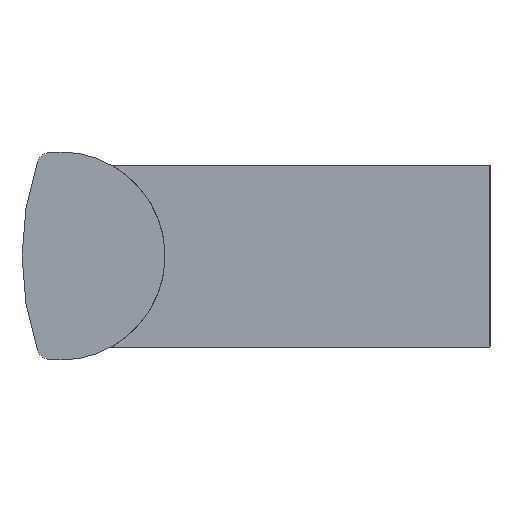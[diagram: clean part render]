
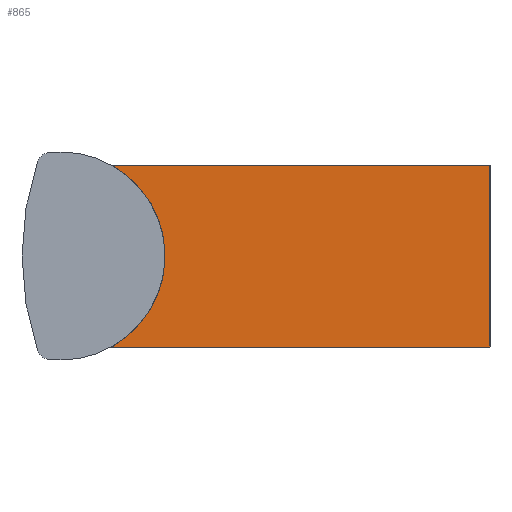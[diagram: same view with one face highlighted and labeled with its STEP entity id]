
A CAD part, left-side view. The second image highlights one B-rep face of the part: STEP entity #865.
In plain terms, the highlighted planar face has unit normal (-1, 0, 0).
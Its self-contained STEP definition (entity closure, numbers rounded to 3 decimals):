
#32 = ORIENTED_EDGE ( 'NONE', *, *, #87, .F. ) ;
#77 = CARTESIAN_POINT ( 'NONE',  ( -198., 36.002, -7. ) ) ;
#86 = CARTESIAN_POINT ( 'NONE',  ( -198., 36.002, 7. ) ) ;
#87 = EDGE_CURVE ( 'NONE', #724, #765, #716, .T. ) ;
#113 = DIRECTION ( 'NONE',  ( 0., -1., 0. ) ) ;
#145 = VECTOR ( 'NONE', #113, 1000. ) ;
#170 = VECTOR ( 'NONE', #712, 1000. ) ;
#204 = DIRECTION ( 'NONE',  ( -1., 0., 0. ) ) ;
#208 = EDGE_CURVE ( 'NONE', #231, #724, #493, .T. ) ;
#216 = ORIENTED_EDGE ( 'NONE', *, *, #379, .T. ) ;
#231 = VERTEX_POINT ( 'NONE', #684 ) ;
#254 = CARTESIAN_POINT ( 'NONE',  ( -198., 36.002, -7. ) ) ;
#267 = AXIS2_PLACEMENT_3D ( 'NONE', #77, #544, #342 ) ;
#301 = EDGE_LOOP ( 'NONE', ( #504, #216, #513, #32 ) ) ;
#342 = DIRECTION ( 'NONE',  ( 0., 0., -1. ) ) ;
#377 = AXIS2_PLACEMENT_3D ( 'NONE', #617, #204, #489 ) ;
#379 = EDGE_CURVE ( 'NONE', #231, #708, #443, .T. ) ;
#388 = LINE ( 'NONE', #392, #783 ) ;
#392 = CARTESIAN_POINT ( 'NONE',  ( -198., 0., -7. ) ) ;
#422 = CARTESIAN_POINT ( 'NONE',  ( -198., 0., -7. ) ) ;
#443 = LINE ( 'NONE', #254, #145 ) ;
#464 = PLANE ( 'NONE',  #267 ) ;
#489 = DIRECTION ( 'NONE',  ( 0., 0., -1. ) ) ;
#493 = CIRCLE ( 'NONE', #377, 8. ) ;
#504 = ORIENTED_EDGE ( 'NONE', *, *, #208, .F. ) ;
#513 = ORIENTED_EDGE ( 'NONE', *, *, #798, .T. ) ;
#544 = DIRECTION ( 'NONE',  ( 1., 0., 0. ) ) ;
#617 = CARTESIAN_POINT ( 'NONE',  ( -198., 33., 0. ) ) ;
#669 = CARTESIAN_POINT ( 'NONE',  ( -198., 0., 7. ) ) ;
#684 = CARTESIAN_POINT ( 'NONE',  ( -198., 29.127, -7. ) ) ;
#695 = FACE_OUTER_BOUND ( 'NONE', #301, .T. ) ;
#708 = VERTEX_POINT ( 'NONE', #422 ) ;
#712 = DIRECTION ( 'NONE',  ( 0., -1., 0. ) ) ;
#716 = LINE ( 'NONE', #86, #170 ) ;
#724 = VERTEX_POINT ( 'NONE', #764 ) ;
#743 = DIRECTION ( 'NONE',  ( 0., 0., 1. ) ) ;
#764 = CARTESIAN_POINT ( 'NONE',  ( -198., 29.127, 7. ) ) ;
#765 = VERTEX_POINT ( 'NONE', #669 ) ;
#783 = VECTOR ( 'NONE', #743, 1000. ) ;
#798 = EDGE_CURVE ( 'NONE', #708, #765, #388, .T. ) ;
#865 = ADVANCED_FACE ( 'NONE', ( #695 ), #464, .F. ) ;
